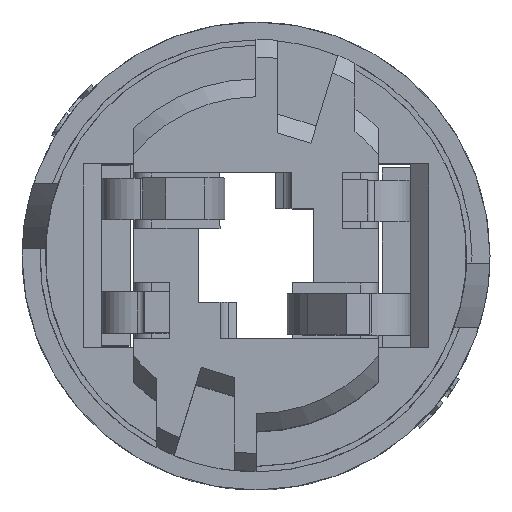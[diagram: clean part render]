
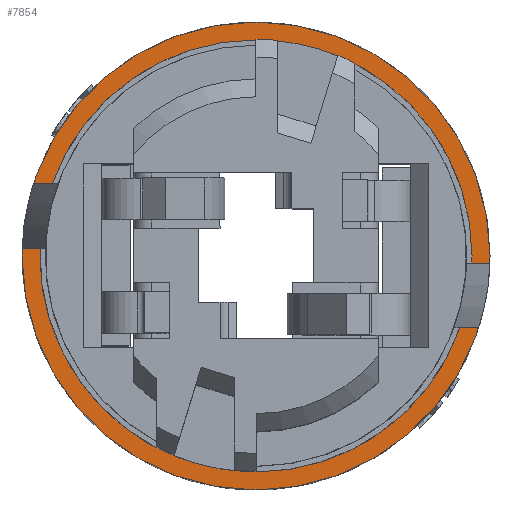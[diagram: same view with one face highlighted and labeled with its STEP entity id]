
A CAD part, top view. The second image highlights one B-rep face of the part: STEP entity #7854.
In plain terms, the highlighted planar face has unit normal (0, 0, 1).
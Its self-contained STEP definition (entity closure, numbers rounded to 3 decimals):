
#199=CIRCLE('',#8294,6.);
#211=CIRCLE('',#8318,6.5);
#463=FACE_BOUND('',#1162,.T.);
#742=FACE_OUTER_BOUND('',#1161,.T.);
#1161=EDGE_LOOP('',(#6494));
#1162=EDGE_LOOP('',(#6495));
#3641=VERTEX_POINT('',#13319);
#3666=VERTEX_POINT('',#13408);
#4659=EDGE_CURVE('',#3641,#3641,#199,.T.);
#4703=EDGE_CURVE('',#3666,#3666,#211,.T.);
#6494=ORIENTED_EDGE('',*,*,#4703,.F.);
#6495=ORIENTED_EDGE('',*,*,#4659,.F.);
#7474=PLANE('',#8317);
#7854=ADVANCED_FACE('',(#742,#463),#7474,.F.);
#8294=AXIS2_PLACEMENT_3D('',#13320,#9691,#9692);
#8317=AXIS2_PLACEMENT_3D('',#13407,#9765,#9766);
#8318=AXIS2_PLACEMENT_3D('',#13409,#9767,#9768);
#9691=DIRECTION('center_axis',(0.,0.,
1.));
#9692=DIRECTION('ref_axis',(-1.,0.,0.));
#9765=DIRECTION('center_axis',(0.,0.,
-1.));
#9766=DIRECTION('ref_axis',(-1.,0.,0.));
#9767=DIRECTION('center_axis',(0.,0.,
-1.));
#9768=DIRECTION('ref_axis',(-1.,0.,0.));
#13319=CARTESIAN_POINT('',(8.829,-2.584,-2.422));
#13320=CARTESIAN_POINT('Origin',(2.829,-2.584,-2.422));
#13407=CARTESIAN_POINT('Origin',(2.829,-2.584,-2.422));
#13408=CARTESIAN_POINT('',(9.329,-2.584,-2.422));
#13409=CARTESIAN_POINT('Origin',(2.829,-2.584,-2.422));
